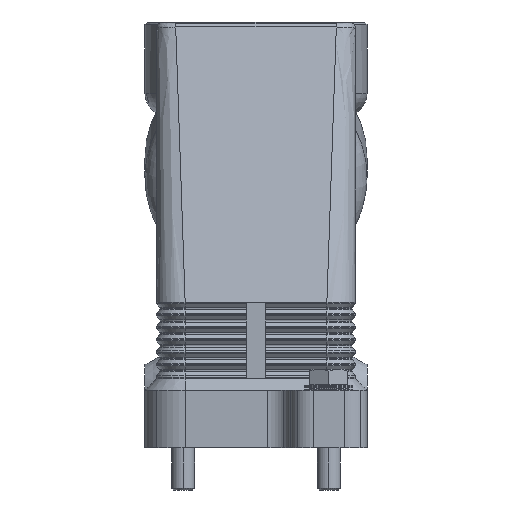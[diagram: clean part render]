
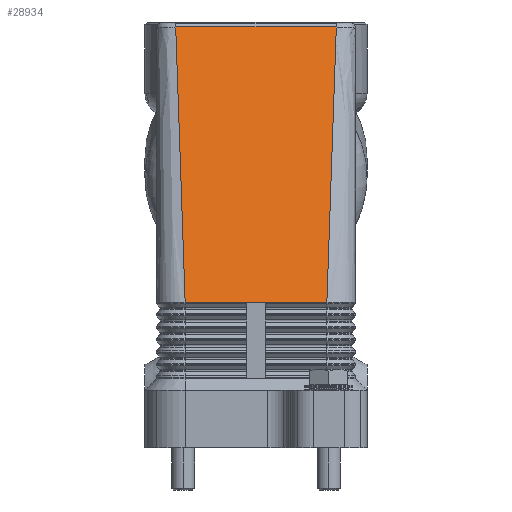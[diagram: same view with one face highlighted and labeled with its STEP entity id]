
A CAD part, left-side view. The second image highlights one B-rep face of the part: STEP entity #28934.
In plain terms, the highlighted planar face has unit normal (-0.965, 0, 0.264).
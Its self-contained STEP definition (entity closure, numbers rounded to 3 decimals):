
#5767=CARTESIAN_POINT('',(-55.052,20.962,109.896));
#5768=VERTEX_POINT('',#5767);
#5776=CARTESIAN_POINT('',(-55.052,-20.962,109.896));
#5777=VERTEX_POINT('',#5776);
#5778=CARTESIAN_POINT('',(-55.052,20.962,109.896));
#5779=DIRECTION('',(0.0,-1.0,0.0));
#5780=VECTOR('',#5779,41.924);
#5781=LINE('',#5778,#5780);
#5782=EDGE_CURVE('',#5768,#5777,#5781,.T.);
#18788=CARTESIAN_POINT('',(-74.75,-2.5,38.0));
#18789=VERTEX_POINT('',#18788);
#18807=CARTESIAN_POINT('',(-74.75,-18.5,38.0));
#18808=VERTEX_POINT('',#18807);
#18816=CARTESIAN_POINT('',(-74.75,-18.5,38.0));
#18817=DIRECTION('',(0.0,1.0,0.0));
#18818=VECTOR('',#18817,16.);
#18819=LINE('',#18816,#18818);
#18820=EDGE_CURVE('',#18808,#18789,#18819,.T.);
#20516=CARTESIAN_POINT('',(-74.75,2.5,38.0));
#20517=VERTEX_POINT('',#20516);
#20518=CARTESIAN_POINT('',(-74.75,-2.5,38.0));
#20519=DIRECTION('',(0.0,1.0,0.0));
#20520=VECTOR('',#20519,5.0);
#20521=LINE('',#20518,#20520);
#20522=EDGE_CURVE('',#18789,#20517,#20521,.T.);
#22882=CARTESIAN_POINT('',(-74.75,18.5,38.0));
#22883=VERTEX_POINT('',#22882);
#22884=CARTESIAN_POINT('',(-74.75,2.5,38.0));
#22885=DIRECTION('',(0.0,1.0,0.0));
#22886=VECTOR('',#22885,16.);
#22887=LINE('',#22884,#22886);
#22888=EDGE_CURVE('',#20517,#22883,#22887,.T.);
#24965=CARTESIAN_POINT('',(-56.072,-20.835,106.175));
#24966=VERTEX_POINT('',#24965);
#24967=CARTESIAN_POINT('',(-55.052,-20.962,109.896));
#24968=CARTESIAN_POINT('',(-55.392,-20.92,108.656));
#24969=CARTESIAN_POINT('',(-55.732,-20.877,107.416));
#24970=CARTESIAN_POINT('',(-56.072,-20.835,106.175));
#24971=B_SPLINE_CURVE_WITH_KNOTS('',3,(#24967,#24968,#24969,#24970),.UNSPECIFIED.,.F.,.U.,(4,4),(0.015,0.066),.UNSPECIFIED.);
#24972=EDGE_CURVE('',#5777,#24966,#24971,.T.);
#24974=CARTESIAN_POINT('',(-56.072,-20.835,106.175));
#24975=CARTESIAN_POINT('',(-62.298,-20.057,83.45));
#24976=CARTESIAN_POINT('',(-68.524,-19.278,60.725));
#24977=CARTESIAN_POINT('',(-74.75,-18.5,38.));
#24978=B_SPLINE_CURVE_WITH_KNOTS('',3,(#24974,#24975,#24976,#24977),.UNSPECIFIED.,.F.,.U.,(4,4),(0.066,1.0),.UNSPECIFIED.);
#24979=EDGE_CURVE('',#24966,#18808,#24978,.T.);
#26554=CARTESIAN_POINT('',(-56.072,20.835,106.175));
#26555=VERTEX_POINT('',#26554);
#26556=CARTESIAN_POINT('',(-55.052,20.962,109.896));
#26557=CARTESIAN_POINT('',(-55.392,20.92,108.656));
#26558=CARTESIAN_POINT('',(-55.732,20.877,107.416));
#26559=CARTESIAN_POINT('',(-56.072,20.835,106.175));
#26560=B_SPLINE_CURVE_WITH_KNOTS('',3,(#26556,#26557,#26558,#26559),.UNSPECIFIED.,.F.,.U.,(4,4),(0.015,0.066),.UNSPECIFIED.);
#26561=EDGE_CURVE('',#5768,#26555,#26560,.T.);
#26587=CARTESIAN_POINT('',(-56.072,20.835,106.175));
#26588=CARTESIAN_POINT('',(-62.298,20.057,83.45));
#26589=CARTESIAN_POINT('',(-68.524,19.278,60.725));
#26590=CARTESIAN_POINT('',(-74.75,18.5,38.));
#26591=B_SPLINE_CURVE_WITH_KNOTS('',3,(#26587,#26588,#26589,#26590),.UNSPECIFIED.,.F.,.U.,(4,4),(0.066,1.0),.UNSPECIFIED.);
#26592=EDGE_CURVE('',#26555,#22883,#26591,.T.);
#28919=CARTESIAN_POINT('',(-54.75,21.,111.));
#28920=DIRECTION('',(0.964,0.0,-0.264));
#28921=DIRECTION('',(-0.264,0.0,-0.964));
#28922=AXIS2_PLACEMENT_3D('',#28919,#28920,#28921);
#28923=PLANE('',#28922);
#28924=ORIENTED_EDGE('',*,*,#5782,.F.);
#28925=ORIENTED_EDGE('',*,*,#26561,.T.);
#28926=ORIENTED_EDGE('',*,*,#26592,.T.);
#28927=ORIENTED_EDGE('',*,*,#22888,.F.);
#28928=ORIENTED_EDGE('',*,*,#20522,.F.);
#28929=ORIENTED_EDGE('',*,*,#18820,.F.);
#28930=ORIENTED_EDGE('',*,*,#24979,.F.);
#28931=ORIENTED_EDGE('',*,*,#24972,.F.);
#28932=EDGE_LOOP('',(#28924,#28925,#28926,#28927,#28928,#28929,#28930,#28931));
#28933=FACE_OUTER_BOUND('',#28932,.T.);
#28934=ADVANCED_FACE('',(#28933),#28923,.F.);
